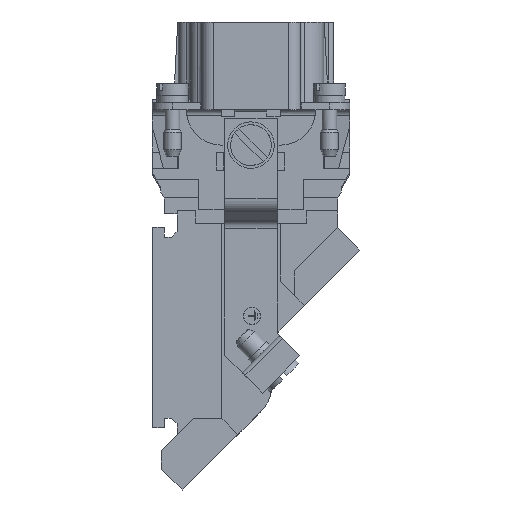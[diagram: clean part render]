
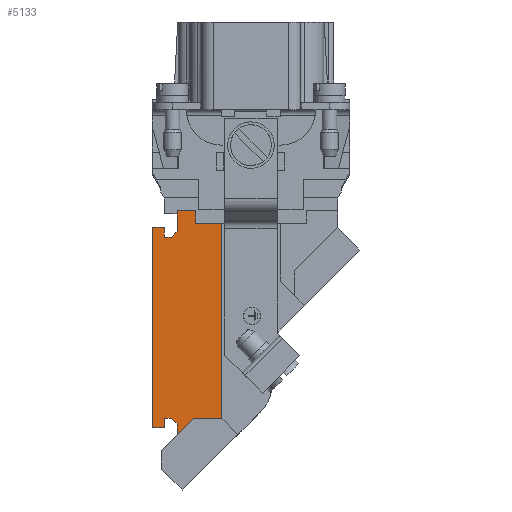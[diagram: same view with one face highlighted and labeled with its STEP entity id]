
A CAD part, left-side view. The second image highlights one B-rep face of the part: STEP entity #5133.
In plain terms, the highlighted planar face has unit normal (-1, 0, 0).
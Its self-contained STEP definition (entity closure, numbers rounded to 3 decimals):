
#3568=PLANE('',#22399);
#4295=FACE_OUTER_BOUND('',#6522,.T.);
#5133=ADVANCED_FACE('',(#4295),#3568,.T.);
#6522=EDGE_LOOP('',(#10217,#10218,#10219,#10220,#10221,#10222,#10223,#10224,
#10225,#10226,#10227,#10228,#10229,#10230,#10231,#10232,#10233));
#10217=ORIENTED_EDGE('',*,*,#14937,.T.);
#10218=ORIENTED_EDGE('',*,*,#14938,.T.);
#10219=ORIENTED_EDGE('',*,*,#14939,.T.);
#10220=ORIENTED_EDGE('',*,*,#14940,.T.);
#10221=ORIENTED_EDGE('',*,*,#14941,.T.);
#10222=ORIENTED_EDGE('',*,*,#14942,.T.);
#10223=ORIENTED_EDGE('',*,*,#14943,.T.);
#10224=ORIENTED_EDGE('',*,*,#14944,.T.);
#10225=ORIENTED_EDGE('',*,*,#14945,.T.);
#10226=ORIENTED_EDGE('',*,*,#14946,.T.);
#10227=ORIENTED_EDGE('',*,*,#14923,.T.);
#10228=ORIENTED_EDGE('',*,*,#14912,.T.);
#10229=ORIENTED_EDGE('',*,*,#14929,.T.);
#10230=ORIENTED_EDGE('',*,*,#14932,.T.);
#10231=ORIENTED_EDGE('',*,*,#14947,.T.);
#10232=ORIENTED_EDGE('',*,*,#14948,.T.);
#10233=ORIENTED_EDGE('',*,*,#14949,.T.);
#12809=VERTEX_POINT('',#31823);
#12810=VERTEX_POINT('',#31824);
#12814=VERTEX_POINT('',#31844);
#12817=VERTEX_POINT('',#31854);
#12818=VERTEX_POINT('',#31859);
#12821=VERTEX_POINT('',#31871);
#12822=VERTEX_POINT('',#31872);
#12823=VERTEX_POINT('',#31874);
#12824=VERTEX_POINT('',#31876);
#12825=VERTEX_POINT('',#31878);
#12826=VERTEX_POINT('',#31880);
#12827=VERTEX_POINT('',#31882);
#12828=VERTEX_POINT('',#31884);
#12829=VERTEX_POINT('',#31886);
#12830=VERTEX_POINT('',#31888);
#12831=VERTEX_POINT('',#31891);
#12832=VERTEX_POINT('',#31893);
#14912=EDGE_CURVE('',#12809,#12810,#18189,.T.);
#14923=EDGE_CURVE('',#12814,#12809,#18200,.T.);
#14929=EDGE_CURVE('',#12810,#12817,#18206,.T.);
#14932=EDGE_CURVE('',#12817,#12818,#18209,.T.);
#14937=EDGE_CURVE('',#12821,#12822,#18214,.T.);
#14938=EDGE_CURVE('',#12822,#12823,#18215,.T.);
#14939=EDGE_CURVE('',#12823,#12824,#18216,.T.);
#14940=EDGE_CURVE('',#12824,#12825,#18217,.T.);
#14941=EDGE_CURVE('',#12825,#12826,#18218,.T.);
#14942=EDGE_CURVE('',#12826,#12827,#18219,.T.);
#14943=EDGE_CURVE('',#12827,#12828,#18220,.T.);
#14944=EDGE_CURVE('',#12828,#12829,#18221,.T.);
#14945=EDGE_CURVE('',#12829,#12830,#18222,.T.);
#14946=EDGE_CURVE('',#12830,#12814,#18223,.T.);
#14947=EDGE_CURVE('',#12818,#12831,#18224,.T.);
#14948=EDGE_CURVE('',#12831,#12832,#18225,.T.);
#14949=EDGE_CURVE('',#12832,#12821,#18226,.T.);
#18189=LINE('',#31822,#20145);
#18200=LINE('',#31843,#20156);
#18206=LINE('',#31855,#20162);
#18209=LINE('',#31860,#20165);
#18214=LINE('',#31870,#20170);
#18215=LINE('',#31873,#20171);
#18216=LINE('',#31875,#20172);
#18217=LINE('',#31877,#20173);
#18218=LINE('',#31879,#20174);
#18219=LINE('',#31881,#20175);
#18220=LINE('',#31883,#20176);
#18221=LINE('',#31885,#20177);
#18222=LINE('',#31887,#20178);
#18223=LINE('',#31889,#20179);
#18224=LINE('',#31890,#20180);
#18225=LINE('',#31892,#20181);
#18226=LINE('',#31894,#20182);
#20145=VECTOR('',#26062,1.);
#20156=VECTOR('',#26083,1.);
#20162=VECTOR('',#26093,1.);
#20165=VECTOR('',#26098,1.);
#20170=VECTOR('',#26109,1.);
#20171=VECTOR('',#26110,1.);
#20172=VECTOR('',#26111,1.);
#20173=VECTOR('',#26112,1.);
#20174=VECTOR('',#26113,1.);
#20175=VECTOR('',#26114,1.);
#20176=VECTOR('',#26115,1.);
#20177=VECTOR('',#26116,1.);
#20178=VECTOR('',#26117,1.);
#20179=VECTOR('',#26118,1.);
#20180=VECTOR('',#26119,1.);
#20181=VECTOR('',#26120,1.);
#20182=VECTOR('',#26121,1.);
#22399=AXIS2_PLACEMENT_3D('',#31895,#26122,#26123);
#26062=DIRECTION('',(0.,0.,1.));
#26083=DIRECTION('',(0.,-1.,0.));
#26093=DIRECTION('',(0.,1.,0.));
#26098=DIRECTION('',(0.,0.,1.));
#26109=DIRECTION('',(0.,1.,0.));
#26110=DIRECTION('',(0.,0.,1.));
#26111=DIRECTION('',(0.,1.,0.));
#26112=DIRECTION('',(0.,0.,-1.));
#26113=DIRECTION('',(0.,-1.,0.));
#26114=DIRECTION('',(0.,0.,1.));
#26115=DIRECTION('',(0.,-1.,0.));
#26116=DIRECTION('',(0.,-0.707,-0.707));
#26117=DIRECTION('',(0.,0.,-1.));
#26118=DIRECTION('',(0.,-0.707,0.707));
#26119=DIRECTION('',(0.,1.,0.));
#26120=DIRECTION('',(0.,0.,-1.));
#26121=DIRECTION('',(0.,0.707,-0.707));
#26122=DIRECTION('',(-1.,0.,0.));
#26123=DIRECTION('',(0.,-1.,0.));
#31822=CARTESIAN_POINT('',(-15.85,5.,-53.155));
#31823=CARTESIAN_POINT('',(-15.85,5.,-53.155));
#31824=CARTESIAN_POINT('',(-15.85,5.,-19.519));
#31843=CARTESIAN_POINT('',(-15.85,9.849,-53.155));
#31844=CARTESIAN_POINT('',(-15.85,9.849,-53.155));
#31854=CARTESIAN_POINT('',(-15.85,9.5,-19.519));
#31855=CARTESIAN_POINT('',(-15.85,5.,-19.519));
#31859=CARTESIAN_POINT('',(-15.85,9.5,-17.419));
#31860=CARTESIAN_POINT('',(-15.85,9.5,-19.519));
#31870=CARTESIAN_POINT('',(-15.85,13.7,-21.969));
#31871=CARTESIAN_POINT('',(-15.85,13.7,-21.969));
#31872=CARTESIAN_POINT('',(-15.85,14.9,-21.969));
#31873=CARTESIAN_POINT('',(-15.85,14.9,-21.569));
#31874=CARTESIAN_POINT('',(-15.85,14.9,-20.269));
#31875=CARTESIAN_POINT('',(-15.85,15.4,-20.269));
#31876=CARTESIAN_POINT('',(-15.85,16.9,-20.269));
#31877=CARTESIAN_POINT('',(-15.85,16.9,-20.769));
#31878=CARTESIAN_POINT('',(-15.85,16.9,-54.769));
#31879=CARTESIAN_POINT('',(-15.85,16.4,-54.769));
#31880=CARTESIAN_POINT('',(-15.85,14.9,-54.769));
#31881=CARTESIAN_POINT('',(-15.85,14.9,-54.269));
#31882=CARTESIAN_POINT('',(-15.85,14.9,-53.069));
#31883=CARTESIAN_POINT('',(-15.85,14.5,-53.069));
#31884=CARTESIAN_POINT('',(-15.85,13.7,-53.069));
#31885=CARTESIAN_POINT('',(-15.85,13.7,-53.069));
#31886=CARTESIAN_POINT('',(-15.85,12.7,-54.069));
#31887=CARTESIAN_POINT('',(-15.85,12.7,-54.069));
#31888=CARTESIAN_POINT('',(-15.85,12.7,-56.006));
#31889=CARTESIAN_POINT('',(-15.85,12.7,-56.006));
#31890=CARTESIAN_POINT('',(-15.85,9.5,-17.419));
#31891=CARTESIAN_POINT('',(-15.85,12.7,-17.419));
#31892=CARTESIAN_POINT('',(-15.85,12.7,-17.419));
#31893=CARTESIAN_POINT('',(-15.85,12.7,-20.969));
#31894=CARTESIAN_POINT('',(-15.85,12.7,-20.969));
#31895=CARTESIAN_POINT('',(-15.85,17.845,-57.106));
